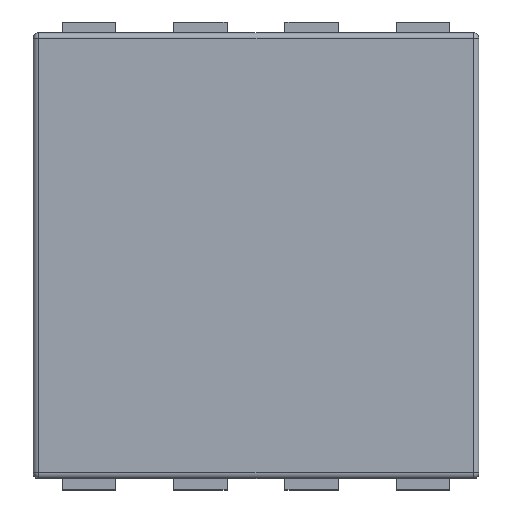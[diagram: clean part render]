
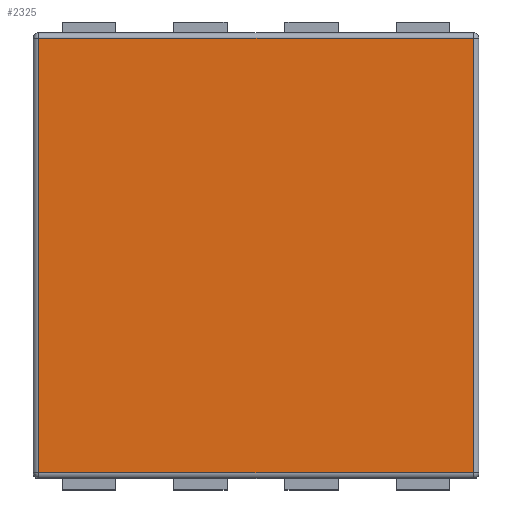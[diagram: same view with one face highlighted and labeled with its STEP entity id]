
A CAD part, top view. The second image highlights one B-rep face of the part: STEP entity #2325.
In plain terms, the highlighted planar face has unit normal (0, 0, 1).
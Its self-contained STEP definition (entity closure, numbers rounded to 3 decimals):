
#2286 = CARTESIAN_POINT ( 'NONE',  ( -0.975, 0.975, 0.8 ) ) ;
#2287 = VERTEX_POINT ( 'NONE', #2286 ) ;
#2288 = CARTESIAN_POINT ( 'NONE',  ( -0.975, -0.975, 0.8 ) ) ;
#2289 = VERTEX_POINT ( 'NONE', #2288 ) ;
#2290 = CARTESIAN_POINT ( 'NONE',  ( -0.975, 0., 0.8 ) ) ;
#2291 = DIRECTION ( 'NONE',  ( 0., -1., 0. ) ) ;
#2292 = VECTOR ( 'NONE', #2291, 1000. ) ;
#2293 = LINE ( 'NONE', #2290, #2292 ) ;
#2294 = EDGE_CURVE ( 'NONE', #2287, #2289, #2293, .T. ) ;
#2295 = ORIENTED_EDGE ( 'NONE', *, *, #2294, .T. ) ;
#2296 = CARTESIAN_POINT ( 'NONE',  ( 0.975, -0.975, 0.8 ) ) ;
#2297 = VERTEX_POINT ( 'NONE', #2296 ) ;
#2298 = CARTESIAN_POINT ( 'NONE',  ( 0., -0.975, 0.8 ) ) ;
#2299 = DIRECTION ( 'NONE',  ( 1., 0., 0. ) ) ;
#2300 = VECTOR ( 'NONE', #2299, 1000. ) ;
#2301 = LINE ( 'NONE', #2298, #2300 ) ;
#2302 = EDGE_CURVE ( 'NONE', #2289, #2297, #2301, .T. ) ;
#2303 = ORIENTED_EDGE ( 'NONE', *, *, #2302, .T. ) ;
#2304 = CARTESIAN_POINT ( 'NONE',  ( 0.975, 0.975, 0.8 ) ) ;
#2305 = VERTEX_POINT ( 'NONE', #2304 ) ;
#2306 = CARTESIAN_POINT ( 'NONE',  ( 0.975, 0., 0.8 ) ) ;
#2307 = DIRECTION ( 'NONE',  ( 0., 1., 0. ) ) ;
#2308 = VECTOR ( 'NONE', #2307, 1000. ) ;
#2309 = LINE ( 'NONE', #2306, #2308 ) ;
#2310 = EDGE_CURVE ( 'NONE', #2297, #2305, #2309, .T. ) ;
#2311 = ORIENTED_EDGE ( 'NONE', *, *, #2310, .T. ) ;
#2312 = CARTESIAN_POINT ( 'NONE',  ( 0., 0.975, 0.8 ) ) ;
#2313 = DIRECTION ( 'NONE',  ( -1., 0., 0. ) ) ;
#2314 = VECTOR ( 'NONE', #2313, 1000. ) ;
#2315 = LINE ( 'NONE', #2312, #2314 ) ;
#2316 = EDGE_CURVE ( 'NONE', #2305, #2287, #2315, .T. ) ;
#2317 = ORIENTED_EDGE ( 'NONE', *, *, #2316, .T. ) ;
#2318 = EDGE_LOOP ( 'NONE', ( #2295, #2303, #2311, #2317 ) ) ;
#2319 = FACE_OUTER_BOUND ( 'NONE', #2318, .T. ) ;
#2320 = CARTESIAN_POINT ( 'NONE',  ( 0., 0., 0.8 ) ) ;
#2321 = DIRECTION ( 'NONE',  ( 0., 0., -1. ) ) ;
#2322 = DIRECTION ( 'NONE',  ( 0., 1., 0. ) ) ;
#2323 = AXIS2_PLACEMENT_3D ( 'NONE', #2320, #2321, #2322 ) ;
#2324 = PLANE ( 'NONE', #2323 ) ;
#2325 = ADVANCED_FACE ( 'NONE', ( #2319 ), #2324, .F. ) ;
